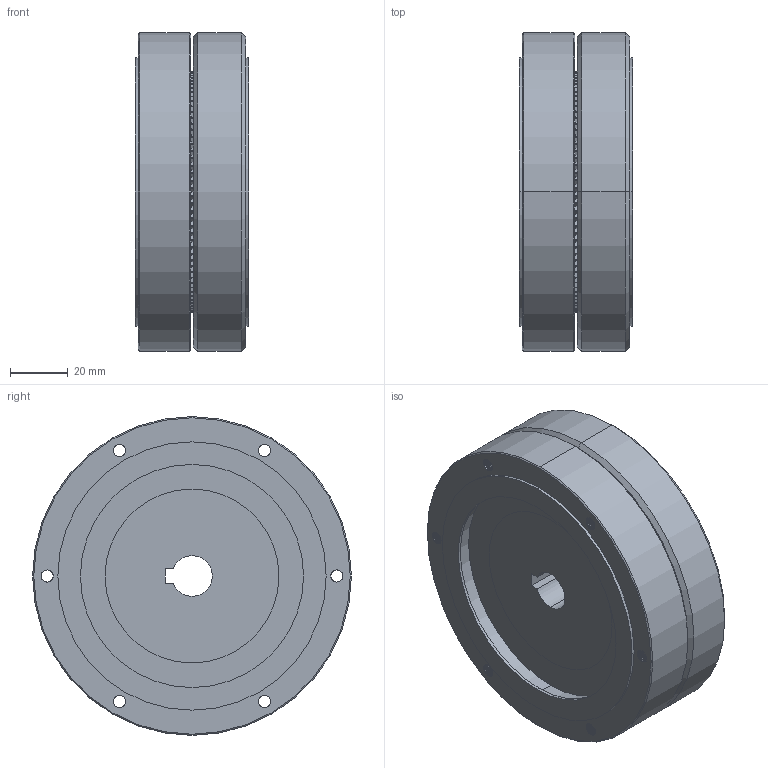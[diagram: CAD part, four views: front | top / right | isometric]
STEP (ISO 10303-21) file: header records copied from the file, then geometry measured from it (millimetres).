
FILE_DESCRIPTION (( 'STEP AP214' ), '1' );
FILE_NAME ('HDR-032-001.STEP', '2018-03-14T18:41:05', ( '' ), ( '' ), 'SwSTEP 2.0', 'SolidWorks 2017', '' );
FILE_SCHEMA (( 'AUTOMOTIVE_DESIGN' ));
Length unit declared in the file: millimetre
Products named in the file (6): HDR-032-001; HDR-032-005; HDR-032-004; HDR-032-006; HDR-032-003; HDR-032-002
Assembly tree (6 placements, depth 2):
  HDR-032-001
    HDR-032-002
    HDR-032-003
    HDR-032-004
    HDR-032-005  x2
    HDR-032-006
Bounding box: 39 x 110 x 110 mm (x, y, z)
Volume: 280521.9 mm3; surface area: 99791.8 mm2
Topology: 6 solids, 6 shells, 2105 faces, 5811 edges, 3722 vertices
Faces by surface type: plane 955, cylinder 906, torus 200, bspline 36, cone 8
Entity records: 95258 total; most frequent: CARTESIAN_POINT 39708, ORIENTED_EDGE 11598, DIRECTION 9886, EDGE_CURVE 5799, VERTEX_POINT 3714, LINE 3510, VECTOR 3510, AXIS2_PLACEMENT_3D 3188
